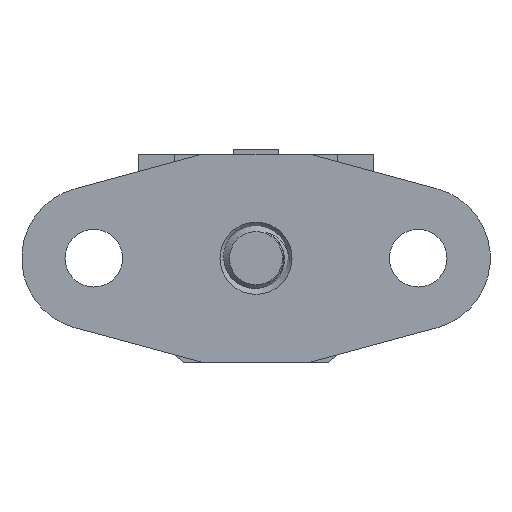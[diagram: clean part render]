
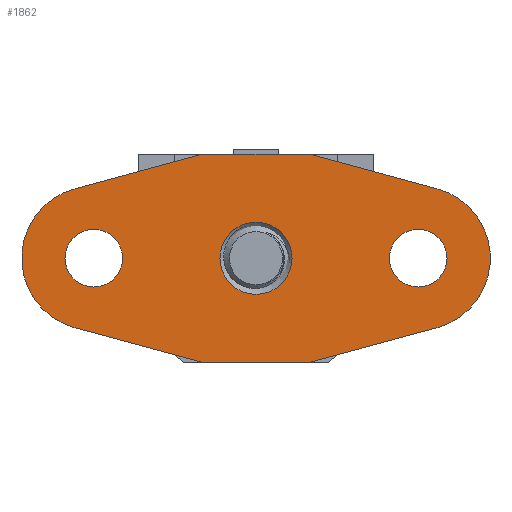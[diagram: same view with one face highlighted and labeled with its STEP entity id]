
A CAD part, front view. The second image highlights one B-rep face of the part: STEP entity #1862.
In plain terms, the highlighted planar face has unit normal (0, -1, 0).
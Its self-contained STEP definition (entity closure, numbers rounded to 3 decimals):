
#139=FACE_BOUND('',#327,.T.);
#140=FACE_BOUND('',#328,.T.);
#141=FACE_BOUND('',#329,.T.);
#148=PLANE('',#2029);
#216=FACE_OUTER_BOUND('',#326,.T.);
#326=EDGE_LOOP('',(#1307,#1308,#1309,#1310,#1311,#1312,#1313,#1314));
#327=EDGE_LOOP('',(#1315));
#328=EDGE_LOOP('',(#1316));
#329=EDGE_LOOP('',(#1317));
#445=LINE('',#2725,#618);
#446=LINE('',#2727,#619);
#447=LINE('',#2729,#620);
#448=LINE('',#2733,#621);
#449=LINE('',#2735,#622);
#450=LINE('',#2737,#623);
#618=VECTOR('',#2210,10.);
#619=VECTOR('',#2211,10.);
#620=VECTOR('',#2212,10.);
#621=VECTOR('',#2215,10.);
#622=VECTOR('',#2216,10.);
#623=VECTOR('',#2217,10.);
#792=CIRCLE('',#2028,2.);
#793=CIRCLE('',#2030,4.);
#794=CIRCLE('',#2031,4.);
#795=CIRCLE('',#2032,1.6);
#796=CIRCLE('',#2033,1.6);
#847=VERTEX_POINT('',#2719);
#848=VERTEX_POINT('',#2723);
#849=VERTEX_POINT('',#2724);
#850=VERTEX_POINT('',#2726);
#851=VERTEX_POINT('',#2728);
#852=VERTEX_POINT('',#2730);
#853=VERTEX_POINT('',#2732);
#854=VERTEX_POINT('',#2734);
#855=VERTEX_POINT('',#2736);
#856=VERTEX_POINT('',#2739);
#857=VERTEX_POINT('',#2741);
#1030=EDGE_CURVE('',#847,#847,#792,.T.);
#1031=EDGE_CURVE('',#848,#849,#445,.T.);
#1032=EDGE_CURVE('',#848,#850,#446,.T.);
#1033=EDGE_CURVE('',#850,#851,#447,.T.);
#1034=EDGE_CURVE('',#852,#851,#793,.T.);
#1035=EDGE_CURVE('',#853,#852,#448,.T.);
#1036=EDGE_CURVE('',#853,#854,#449,.T.);
#1037=EDGE_CURVE('',#854,#855,#450,.T.);
#1038=EDGE_CURVE('',#849,#855,#794,.T.);
#1039=EDGE_CURVE('',#856,#856,#795,.T.);
#1040=EDGE_CURVE('',#857,#857,#796,.T.);
#1307=ORIENTED_EDGE('',*,*,#1031,.F.);
#1308=ORIENTED_EDGE('',*,*,#1032,.T.);
#1309=ORIENTED_EDGE('',*,*,#1033,.T.);
#1310=ORIENTED_EDGE('',*,*,#1034,.F.);
#1311=ORIENTED_EDGE('',*,*,#1035,.F.);
#1312=ORIENTED_EDGE('',*,*,#1036,.T.);
#1313=ORIENTED_EDGE('',*,*,#1037,.T.);
#1314=ORIENTED_EDGE('',*,*,#1038,.F.);
#1315=ORIENTED_EDGE('',*,*,#1039,.F.);
#1316=ORIENTED_EDGE('',*,*,#1040,.F.);
#1317=ORIENTED_EDGE('',*,*,#1030,.F.);
#1862=ADVANCED_FACE('',(#216,#139,#140,#141),#148,.F.);
#2028=AXIS2_PLACEMENT_3D('',#2721,#2206,#2207);
#2029=AXIS2_PLACEMENT_3D('',#2722,#2208,#2209);
#2030=AXIS2_PLACEMENT_3D('',#2731,#2213,#2214);
#2031=AXIS2_PLACEMENT_3D('',#2738,#2218,#2219);
#2032=AXIS2_PLACEMENT_3D('',#2740,#2220,#2221);
#2033=AXIS2_PLACEMENT_3D('',#2742,#2222,#2223);
#2206=DIRECTION('center_axis',(0.,-1.,0.));
#2207=DIRECTION('ref_axis',(1.,0.,0.));
#2208=DIRECTION('center_axis',(0.,1.,0.));
#2209=DIRECTION('ref_axis',(1.,0.,0.));
#2210=DIRECTION('',(0.965,0.,-0.261));
#2211=DIRECTION('',(-1.,0.,0.));
#2212=DIRECTION('',(-0.965,0.,-0.261));
#2213=DIRECTION('center_axis',(0.,1.,0.));
#2214=DIRECTION('ref_axis',(1.,0.,0.));
#2215=DIRECTION('',(-0.965,0.,0.261));
#2216=DIRECTION('',(1.,0.,0.));
#2217=DIRECTION('',(0.965,0.,0.261));
#2218=DIRECTION('center_axis',(0.,1.,0.));
#2219=DIRECTION('ref_axis',(1.,0.,0.));
#2220=DIRECTION('center_axis',(0.,-1.,0.));
#2221=DIRECTION('ref_axis',(1.,0.,0.));
#2222=DIRECTION('center_axis',(0.,-1.,0.));
#2223=DIRECTION('ref_axis',(1.,0.,0.));
#2719=CARTESIAN_POINT('',(7.,0.,0.));
#2721=CARTESIAN_POINT('Origin',(9.,0.,0.));
#2722=CARTESIAN_POINT('Origin',(9.,0.,0.));
#2723=CARTESIAN_POINT('',(12.,0.,5.765));
#2724=CARTESIAN_POINT('',(19.044,0.,3.861));
#2725=CARTESIAN_POINT('',(12.,0.,5.765));
#2726=CARTESIAN_POINT('',(6.,0.,5.765));
#2727=CARTESIAN_POINT('',(12.,0.,5.765));
#2728=CARTESIAN_POINT('',(-1.044,0.,3.861));
#2729=CARTESIAN_POINT('',(6.,0.,5.765));
#2730=CARTESIAN_POINT('',(-1.044,0.,-3.861));
#2731=CARTESIAN_POINT('Origin',(0.,0.,0.));
#2732=CARTESIAN_POINT('',(6.,0.,-5.765));
#2733=CARTESIAN_POINT('',(6.,0.,-5.765));
#2734=CARTESIAN_POINT('',(12.,0.,-5.765));
#2735=CARTESIAN_POINT('',(6.,0.,-5.765));
#2736=CARTESIAN_POINT('',(19.044,0.,-3.861));
#2737=CARTESIAN_POINT('',(12.,0.,-5.765));
#2738=CARTESIAN_POINT('Origin',(18.,0.,0.));
#2739=CARTESIAN_POINT('',(16.4,0.,0.));
#2740=CARTESIAN_POINT('Origin',(18.,0.,0.));
#2741=CARTESIAN_POINT('',(-1.6,0.,0.));
#2742=CARTESIAN_POINT('Origin',(0.,0.,0.));
